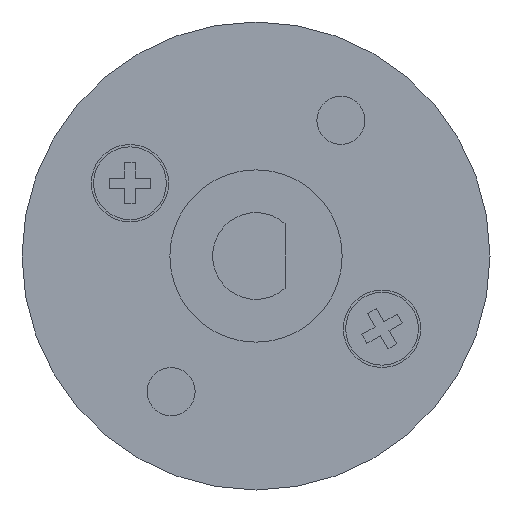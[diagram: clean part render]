
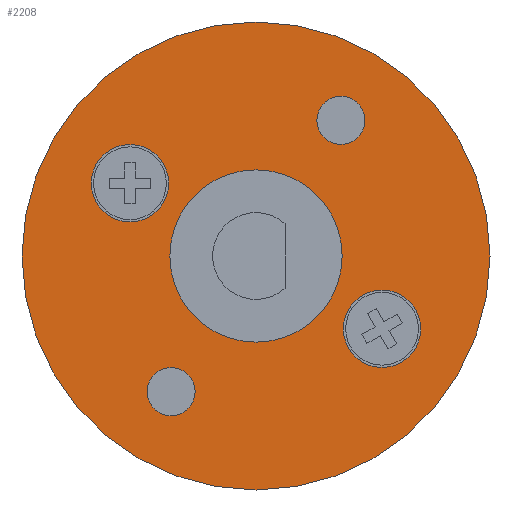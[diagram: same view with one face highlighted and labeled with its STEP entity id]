
A CAD part, left-side view. The second image highlights one B-rep face of the part: STEP entity #2208.
In plain terms, the highlighted planar face has unit normal (-1, 0, 0).
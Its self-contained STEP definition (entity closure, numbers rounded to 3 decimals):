
#43=FACE_BOUND('',#325,.T.);
#44=FACE_BOUND('',#326,.T.);
#45=FACE_BOUND('',#327,.T.);
#46=FACE_BOUND('',#328,.T.);
#47=FACE_BOUND('',#329,.T.);
#71=PLANE('',#2391);
#192=FACE_OUTER_BOUND('',#324,.T.);
#324=EDGE_LOOP('',(#1584,#1585));
#325=EDGE_LOOP('',(#1586,#1587));
#326=EDGE_LOOP('',(#1588,#1589));
#327=EDGE_LOOP('',(#1590,#1591));
#328=EDGE_LOOP('',(#1592,#1593));
#329=EDGE_LOOP('',(#1594,#1595));
#843=CIRCLE('',#2348,0.825);
#844=CIRCLE('',#2349,0.825);
#847=CIRCLE('',#2353,0.826);
#848=CIRCLE('',#2354,0.826);
#851=CIRCLE('',#2358,1.33);
#852=CIRCLE('',#2359,1.33);
#855=CIRCLE('',#2363,1.33);
#856=CIRCLE('',#2364,1.33);
#859=CIRCLE('',#2369,2.96);
#862=CIRCLE('',#2372,2.96);
#864=CIRCLE('',#2375,8.04);
#865=CIRCLE('',#2376,8.04);
#969=VERTEX_POINT('',#3286);
#970=VERTEX_POINT('',#3288);
#973=VERTEX_POINT('',#3296);
#974=VERTEX_POINT('',#3298);
#977=VERTEX_POINT('',#3306);
#978=VERTEX_POINT('',#3308);
#981=VERTEX_POINT('',#3316);
#982=VERTEX_POINT('',#3318);
#987=VERTEX_POINT('',#3331);
#988=VERTEX_POINT('',#3332);
#993=VERTEX_POINT('',#3344);
#994=VERTEX_POINT('',#3346);
#1194=EDGE_CURVE('',#970,#969,#843,.T.);
#1195=EDGE_CURVE('',#969,#970,#844,.T.);
#1199=EDGE_CURVE('',#974,#973,#847,.T.);
#1200=EDGE_CURVE('',#973,#974,#848,.T.);
#1204=EDGE_CURVE('',#978,#977,#851,.T.);
#1205=EDGE_CURVE('',#977,#978,#852,.T.);
#1209=EDGE_CURVE('',#982,#981,#855,.T.);
#1210=EDGE_CURVE('',#981,#982,#856,.T.);
#1215=EDGE_CURVE('',#987,#988,#859,.T.);
#1219=EDGE_CURVE('',#988,#987,#862,.T.);
#1222=EDGE_CURVE('',#994,#993,#864,.T.);
#1223=EDGE_CURVE('',#993,#994,#865,.T.);
#1584=ORIENTED_EDGE('',*,*,#1222,.T.);
#1585=ORIENTED_EDGE('',*,*,#1223,.T.);
#1586=ORIENTED_EDGE('',*,*,#1194,.T.);
#1587=ORIENTED_EDGE('',*,*,#1195,.T.);
#1588=ORIENTED_EDGE('',*,*,#1199,.T.);
#1589=ORIENTED_EDGE('',*,*,#1200,.T.);
#1590=ORIENTED_EDGE('',*,*,#1204,.T.);
#1591=ORIENTED_EDGE('',*,*,#1205,.T.);
#1592=ORIENTED_EDGE('',*,*,#1209,.T.);
#1593=ORIENTED_EDGE('',*,*,#1210,.T.);
#1594=ORIENTED_EDGE('',*,*,#1215,.F.);
#1595=ORIENTED_EDGE('',*,*,#1219,.F.);
#2208=ADVANCED_FACE('',(#192,#43,#44,#45,#46,#47),#71,.T.);
#2348=AXIS2_PLACEMENT_3D('',#3289,#2602,#2603);
#2349=AXIS2_PLACEMENT_3D('',#3290,#2604,#2605);
#2353=AXIS2_PLACEMENT_3D('',#3299,#2613,#2614);
#2354=AXIS2_PLACEMENT_3D('',#3300,#2615,#2616);
#2358=AXIS2_PLACEMENT_3D('',#3309,#2624,#2625);
#2359=AXIS2_PLACEMENT_3D('',#3310,#2626,#2627);
#2363=AXIS2_PLACEMENT_3D('',#3319,#2635,#2636);
#2364=AXIS2_PLACEMENT_3D('',#3320,#2637,#2638);
#2369=AXIS2_PLACEMENT_3D('',#3333,#2649,#2650);
#2372=AXIS2_PLACEMENT_3D('',#3339,#2656,#2657);
#2375=AXIS2_PLACEMENT_3D('',#3347,#2663,#2664);
#2376=AXIS2_PLACEMENT_3D('',#3348,#2665,#2666);
#2391=AXIS2_PLACEMENT_3D('',#3374,#2698,#2699);
#2602=DIRECTION('center_axis',(1.,0.,0.));
#2603=DIRECTION('ref_axis',(0.,0.,-1.));
#2604=DIRECTION('center_axis',(1.,0.,0.));
#2605=DIRECTION('ref_axis',(0.,0.,-1.));
#2613=DIRECTION('center_axis',(1.,0.,0.));
#2614=DIRECTION('ref_axis',(0.,0.,-1.));
#2615=DIRECTION('center_axis',(1.,0.,0.));
#2616=DIRECTION('ref_axis',(0.,0.,-1.));
#2624=DIRECTION('center_axis',(1.,0.,0.));
#2625=DIRECTION('ref_axis',(0.,0.,-1.));
#2626=DIRECTION('center_axis',(1.,0.,0.));
#2627=DIRECTION('ref_axis',(0.,0.,-1.));
#2635=DIRECTION('center_axis',(1.,0.,0.));
#2636=DIRECTION('ref_axis',(0.,0.,-1.));
#2637=DIRECTION('center_axis',(1.,0.,0.));
#2638=DIRECTION('ref_axis',(0.,0.,-1.));
#2649=DIRECTION('center_axis',(-1.,0.,0.));
#2650=DIRECTION('ref_axis',(0.,0.,1.));
#2656=DIRECTION('center_axis',(-1.,0.,0.));
#2657=DIRECTION('ref_axis',(0.,0.,1.));
#2663=DIRECTION('center_axis',(-1.,0.,0.));
#2664=DIRECTION('ref_axis',(0.,0.,1.));
#2665=DIRECTION('center_axis',(-1.,0.,0.));
#2666=DIRECTION('ref_axis',(0.,0.,1.));
#2698=DIRECTION('center_axis',(-1.,0.,0.));
#2699=DIRECTION('ref_axis',(0.,0.,1.));
#3286=CARTESIAN_POINT('',(-11.25,-2.918,3.837));
#3288=CARTESIAN_POINT('',(-11.25,-2.918,5.488));
#3289=CARTESIAN_POINT('Origin',(-11.25,-2.918,4.662));
#3290=CARTESIAN_POINT('Origin',(-11.25,-2.918,4.662));
#3296=CARTESIAN_POINT('',(-11.25,2.918,-5.488));
#3298=CARTESIAN_POINT('',(-11.25,2.918,-3.837));
#3299=CARTESIAN_POINT('Origin',(-11.25,2.918,-4.662));
#3300=CARTESIAN_POINT('Origin',(-11.25,2.918,-4.662));
#3306=CARTESIAN_POINT('',(-11.25,-4.33,-3.83));
#3308=CARTESIAN_POINT('',(-11.25,-4.33,-1.17));
#3309=CARTESIAN_POINT('Origin',(-11.25,-4.33,-2.5));
#3310=CARTESIAN_POINT('Origin',(-11.25,-4.33,-2.5));
#3316=CARTESIAN_POINT('',(-11.25,4.33,1.17));
#3318=CARTESIAN_POINT('',(-11.25,4.33,3.83));
#3319=CARTESIAN_POINT('Origin',(-11.25,4.33,2.5));
#3320=CARTESIAN_POINT('Origin',(-11.25,4.33,2.5));
#3331=CARTESIAN_POINT('',(-11.25,0.,-2.96));
#3332=CARTESIAN_POINT('',(-11.25,0.,2.96));
#3333=CARTESIAN_POINT('Origin',(-11.25,0.,0.));
#3339=CARTESIAN_POINT('Origin',(-11.25,0.,0.));
#3344=CARTESIAN_POINT('',(-11.25,0.,8.04));
#3346=CARTESIAN_POINT('',(-11.25,0.,-8.04));
#3347=CARTESIAN_POINT('Origin',(-11.25,0.,0.));
#3348=CARTESIAN_POINT('Origin',(-11.25,0.,0.));
#3374=CARTESIAN_POINT('Origin',(-11.25,0.,0.));
